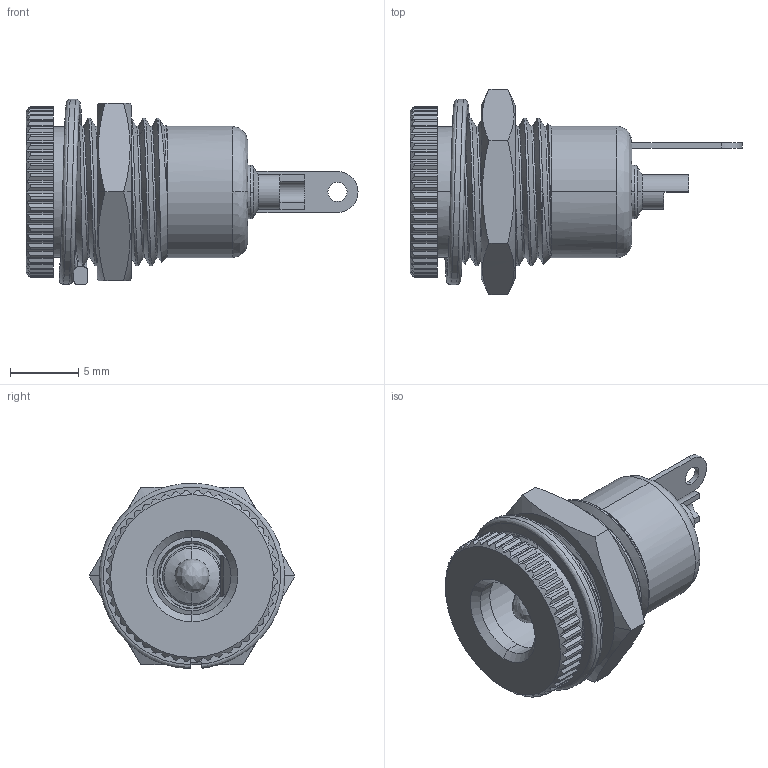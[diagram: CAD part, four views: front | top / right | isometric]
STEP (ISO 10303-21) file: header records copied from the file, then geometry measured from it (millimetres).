
FILE_DESCRIPTION (( 'STEP AP203' ), '1' );
FILE_NAME ('54-00064_revA2.STEP', '2020-10-09T16:16:56', ( '' ), ( '' ), 'SwSTEP 2.0', 'SolidWorks 2015', '' );
FILE_SCHEMA (( 'CONFIG_CONTROL_DESIGN' ));
Length unit declared in the file: millimetre
Products named in the file (10): 56-00001_Helical - Render; 54-00064_revA2; 54-00064_Nickel Plating; 54-00064-4; 54-00064-1_ASM; 54-00064-6; 54-00064-3; 54-00064-5; 54-00064-1; 54-00064-8
Assembly tree (9 placements, depth 3):
  54-00064_revA2
    54-00064_Nickel Plating
    54-00064-1_ASM
      54-00064-1
      54-00064-3
      54-00064-4
      54-00064-5
      54-00064-8
    54-00064-6
    56-00001_Helical - Render
Bounding box: 24.25 x 15.01 x 13.55 mm (x, y, z)
Volume: 1038.2 mm3; surface area: 2615.6 mm2
Topology: 8 solids, 8 shells, 388 faces, 1064 edges, 695 vertices
Faces by surface type: plane 187, cylinder 129, bspline 42, cone 30
Entity records: 18391 total; most frequent: CARTESIAN_POINT 8398, ORIENTED_EDGE 2120, DIRECTION 1514, EDGE_CURVE 1060, VERTEX_POINT 695, AXIS2_PLACEMENT_3D 583, B_SPLINE_CURVE_WITH_KNOTS 472, EDGE_LOOP 409
